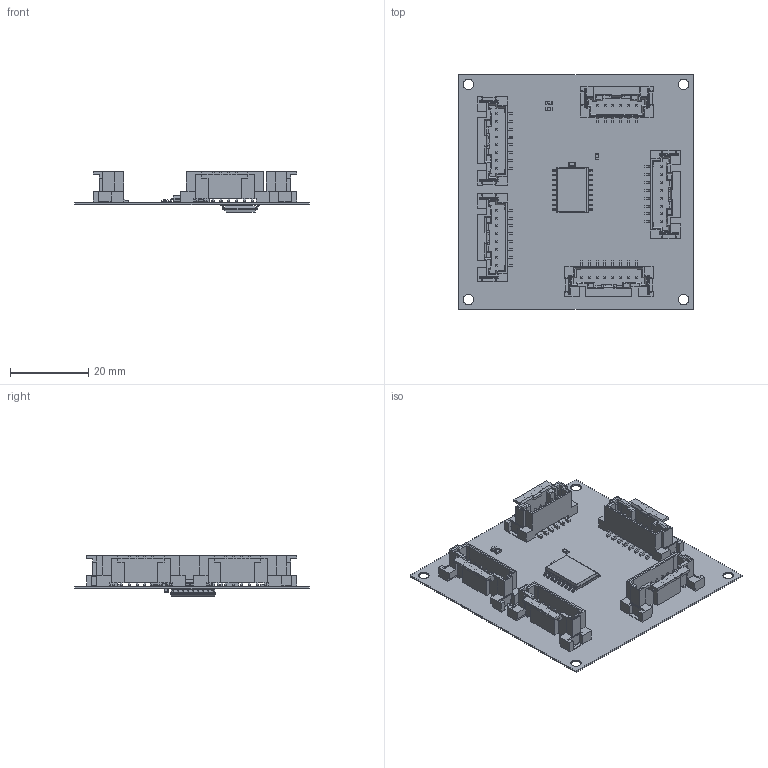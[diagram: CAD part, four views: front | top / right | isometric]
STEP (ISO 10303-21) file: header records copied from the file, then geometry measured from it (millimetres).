
FILE_DESCRIPTION(('Open CASCADE Model'),'2;1');
FILE_NAME('Open CASCADE Shape Model','2018-06-19T23:21:25',('Author'),( 'Open CASCADE'),'Open CASCADE STEP processor 6.8','Open CASCADE 6.8' ,'Unknown');
FILE_SCHEMA(('AUTOMOTIVE_DESIGN { 1 0 10303 214 1 1 1 1 }'));
Length unit declared in the file: millimetre
Products named in the file (47): PCB; Board; R2; 5150684160; Mid_Body; Terminal; Open_CASCADE_STEP_translator_6.8_1.2.1; Mark; LED1; 6647304192; Extruded; 6647305344; R1; 6342211520; U2; SOIC18_wide; U1; P5; 5600200620; Open CASCADE STEP translator 6.8 1.7.1.1; Open CASCADE STEP translator 6.8 1.7.1.2; P3; 5600200820; Open CASCADE STEP translator 6.8 1.8.1.1; Open CASCADE STEP translator 6.8 1.8.1.2; P1; C16; 6432561408; Open_CASCADE_STEP_translator_6.8_1.1.1; Open_CASCADE_STEP_translator_6.8_1.1.2; C15; 6133655552; P4; P2
Assembly tree (52 placements, depth 5):
  PCB
    Board
    R2
      5150684160
        Mid_Body
        Terminal  x2
          Open_CASCADE_STEP_translator_6.8_1.2.1
        Mark
    LED1
      6647304192
        Extruded
      6647305344
        Extruded
    R1
      6342211520
        Mid_Body
        Terminal  x2
          Open_CASCADE_STEP_translator_6.8_1.2.1
        Mark
    U2
      SOIC18_wide
    U1
      SOIC18_wide
    P5
      5600200620
        Open CASCADE STEP translator 6.8 1.7.1.1
        Open CASCADE STEP translator 6.8 1.7.1.2
    P3
      5600200820
        Open CASCADE STEP translator 6.8 1.8.1.1
        Open CASCADE STEP translator 6.8 1.8.1.2
    P1
      5600200820
        Open CASCADE STEP translator 6.8 1.8.1.1
        Open CASCADE STEP translator 6.8 1.8.1.2
    C16
      6432561408
        Terminal
          Open_CASCADE_STEP_translator_6.8_1.1.1
          Open_CASCADE_STEP_translator_6.8_1.1.2
        Mid_Body
          Open_CASCADE_STEP_translator_6.8_1.2.1
    C15
      6133655552
        Terminal
          Open_CASCADE_STEP_translator_6.8_1.1.1
          Open_CASCADE_STEP_translator_6.8_1.1.2
        Mid_Body
          Open_CASCADE_STEP_translator_6.8_1.2.1
    P4
      5600200820
        Open CASCADE STEP translator 6.8 1.8.1.1
        Open CASCADE STEP translator 6.8 1.8.1.2
    P2
      5600200820
        Open CASCADE STEP translator 6.8 1.8.1.1
        Open CASCADE STEP translator 6.8 1.8.1.2
Bounding box: 60 x 60 x 10.43 mm (x, y, z)
Volume: 4045.6 mm3; surface area: 14091 mm2
Topology: 60 solids, 60 shells, 3583 faces, 8744 edges, 5496 vertices
Faces by surface type: plane 2038, bspline 1450, cylinder 69, sphere 16, cone 10
Full cylindrical faces by diameter (mm): 2.7 x4
Entity records: 58321 total; most frequent: CARTESIAN_POINT 26273, ORIENTED_EDGE 7698, DIRECTION 4410, EDGE_CURVE 3849, VERTEX_POINT 2284, LINE 2230, VECTOR 2230, FACE_BOUND 1679
